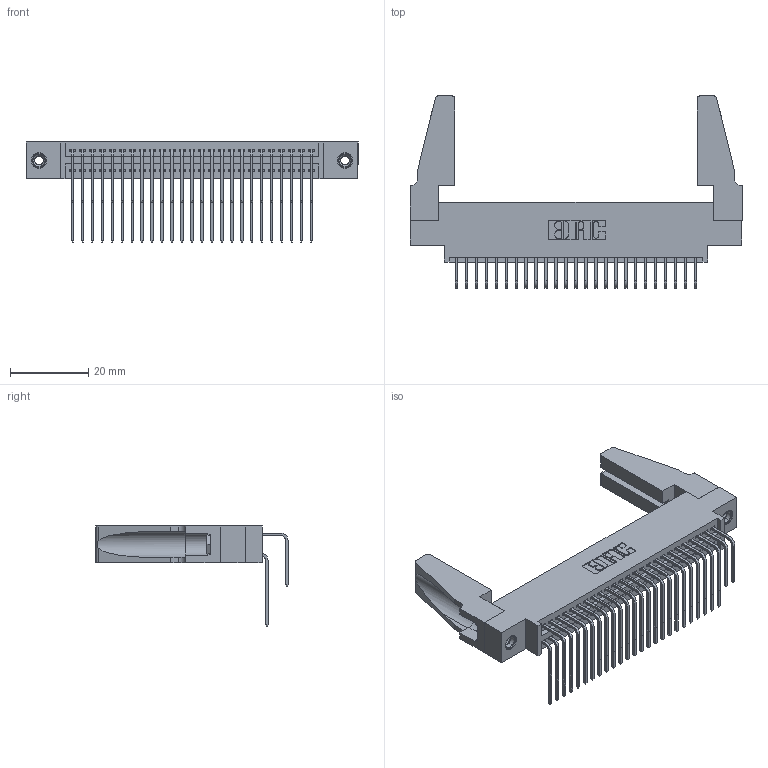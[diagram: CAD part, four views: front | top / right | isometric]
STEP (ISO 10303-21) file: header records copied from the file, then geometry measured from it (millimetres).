
FILE_DESCRIPTION (( 'STEP AP203' ), '1' );
FILE_NAME ('345-050-558-888.STEP', '2019-10-29T13:15:44', ( '' ), ( '' ), 'SwSTEP 2.0', 'SolidWorks 2016', '' );
FILE_SCHEMA (( 'CONFIG_CONTROL_DESIGN' ));
Length unit declared in the file: inch
Products named in the file (6): 345-292-001_558 559 Tail - 1; 345-220-078_345-220-088; 345 Part_0.170 Offset - 0.156 Dia-TH; 345-250-001_345-250-001-102; 345-050-558-888; 345-292-001_558 Tail - 2
Assembly tree (55 placements, depth 2):
  345-050-558-888
    345 Part_0.170 Offset - 0.156 Dia-TH
    345-292-001_558 559 Tail - 1  x25
    345-292-001_558 Tail - 2  x25
    345-250-001_345-250-001-102  x2
    345-220-078_345-220-088  x2
Bounding box: 84.73 x 49.01 x 25.53 mm (x, y, z)
Volume: 11500.9 mm3; surface area: 16485.2 mm2
Topology: 55 solids, 55 shells, 2854 faces, 8417 edges, 5534 vertices
Faces by surface type: plane 1906, cylinder 932, cone 12, torus 4
Entity records: 25836 total; most frequent: CARTESIAN_POINT 4389, ORIENTED_EDGE 4232, DIRECTION 3868, EDGE_CURVE 2116, VECTOR 1802, LINE 1802, VERTEX_POINT 1402, AXIS2_PLACEMENT_3D 1033
